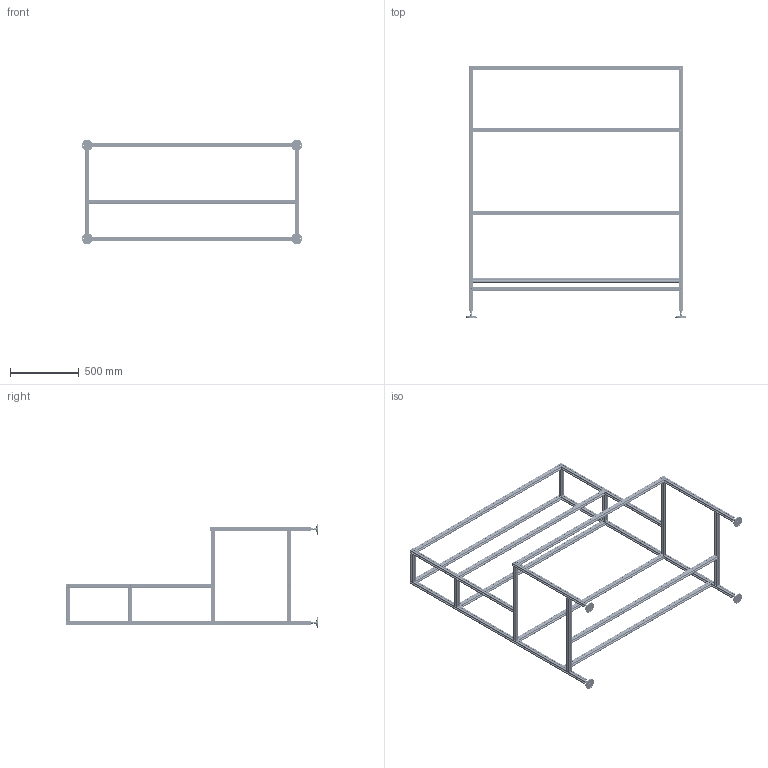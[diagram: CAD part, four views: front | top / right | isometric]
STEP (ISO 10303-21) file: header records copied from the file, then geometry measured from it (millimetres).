
FILE_DESCRIPTION (( 'STEP AP203' ), '1' );
FILE_NAME ('AL-4 Ðàáî÷èé ñòîë áîëüøîé ñ äâóìÿ ïîëêàìè.STEP', '2025-04-17T08:33:38', ( '' ), ( '' ), 'SwSTEP 2.0', 'SolidWorks 2021', '' );
FILE_SCHEMA (( 'CONFIG_CONTROL_DESIGN' ));
Length unit declared in the file: millimetre
Products named in the file (12): AL-4-PS-3030.001 橡铘桦黖-05; AL-4 Ðàáî÷èé ñòîë áîëüøîé ñ äâóìÿ ïîëêàìè; AL-4-PS-3030.001 Ïðîôèëü; AL-4-PS-3030.001 橡铘桦黖-04; AL-4-PS-3030.001 橡铘桦黖-02; AL-340.010BA.01 Îïîðà D80 ñ ïðîòèâîñêîëüçÿùåé âñòàâêîé; AL-375.0200A.01 Çàãëóøêà òîðöåâàÿ 30õ30; socket button head screw_iso2_ISO 7380 - M8 x 25 - 25S; AL-1Y12.A42A.01 Øïèëüêà ê îïîðå Ì8õ80; AL-4-PS-3030.001 橡铘桦黖-03; hex nut gradec_din_Hexagon Nut ISO 4034 - M8 - N; AL-4-PS-3030.001 橡铘桦黖-01
Assembly tree (75 placements, depth 2):
  AL-4 Ðàáî÷èé ñòîë áîëüøîé ñ äâóìÿ ïîëêàìè
    AL-340.010BA.01 Îïîðà D80 ñ ïðîòèâîñêîëüçÿùåé âñòàâêîé  x4
    AL-1Y12.A42A.01 Øïèëüêà ê îïîðå Ì8õ80  x4
    AL-4-PS-3030.001 Ïðîôèëü  x4
    AL-4-PS-3030.001 橡铘桦黖-01  x4
    AL-4-PS-3030.001 橡铘桦黖-02  x2
    AL-4-PS-3030.001 橡铘桦黖-03  x2
    AL-4-PS-3030.001 橡铘桦黖-04  x8
    AL-4-PS-3030.001 橡铘桦黖-05  x2
    hex nut gradec_din_Hexagon Nut ISO 4034 - M8 - N  x5
    socket button head screw_iso2_ISO 7380 - M8 x 25 - 25S  x34
    AL-375.0200A.01 Çàãëóøêà òîðöåâàÿ 30õ30  x6
Bounding box: 1599 x 1834.2 x 759 mm (x, y, z)
Volume: 7327958.5 mm3; surface area: 7610167 mm2
Topology: 75 solids, 75 shells, 10266 faces, 28552 edges, 18342 vertices
Faces by surface type: cylinder 3930, plane 3306, cone 2744, torus 124, sphere 84, bspline 78
Entity records: 65892 total; most frequent: CARTESIAN_POINT 15665, ORIENTED_EDGE 10500, DIRECTION 9556, EDGE_CURVE 5250, VERTEX_POINT 3463, AXIS2_PLACEMENT_3D 3304, LINE 2948, VECTOR 2948
